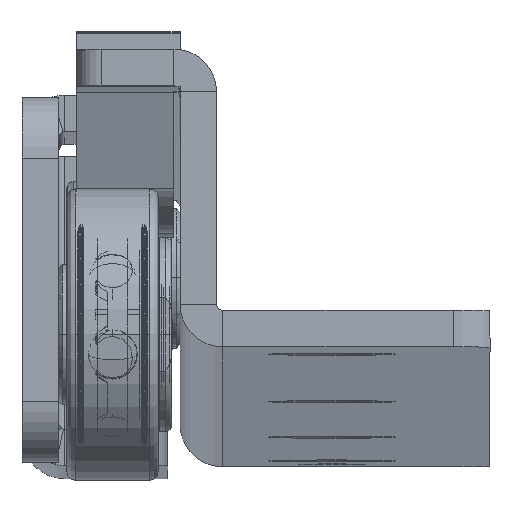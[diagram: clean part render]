
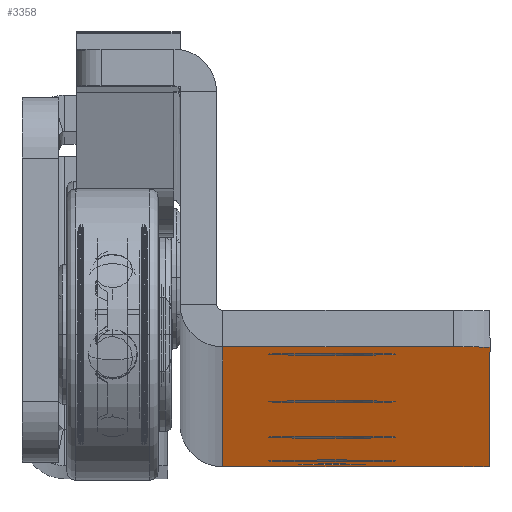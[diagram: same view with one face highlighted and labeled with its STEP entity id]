
A CAD part, top view. The second image highlights one B-rep face of the part: STEP entity #3358.
In plain terms, the highlighted face is planar.
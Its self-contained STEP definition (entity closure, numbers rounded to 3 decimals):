
#70 = DIRECTION ( 'NONE',  ( -1., 0., 0. ) ) ;
#128 = CARTESIAN_POINT ( 'NONE',  ( 25.5, -4.75, 1.354 ) ) ;
#226 = EDGE_CURVE ( 'NONE', #668, #13208, #565, .T. ) ;
#244 = CARTESIAN_POINT ( 'NONE',  ( -26.5, -4.75, 0. ) ) ;
#268 = DIRECTION ( 'NONE',  ( 0., 0., -1. ) ) ;
#333 = VECTOR ( 'NONE', #14726, 1000. ) ;
#411 = CARTESIAN_POINT ( 'NONE',  ( 22.5, -4.75, 0. ) ) ;
#565 = LINE ( 'NONE', #5354, #333 ) ;
#610 = CARTESIAN_POINT ( 'NONE',  ( 25.5, -4.75, 646.646 ) ) ;
#658 = EDGE_LOOP ( 'NONE', ( #13217, #5940 ) ) ;
#668 = VERTEX_POINT ( 'NONE', #11765 ) ;
#809 = DIRECTION ( 'NONE',  ( 0., 1., 0. ) ) ;
#854 = CARTESIAN_POINT ( 'NONE',  ( 12.5, -4.75, 32. ) ) ;
#872 = CARTESIAN_POINT ( 'NONE',  ( 12.5, -4.75, 352. ) ) ;
#984 = CARTESIAN_POINT ( 'NONE',  ( 17.75, -4.75, 352. ) ) ;
#1114 = VERTEX_POINT ( 'NONE', #3820 ) ;
#1119 = FACE_BOUND ( 'NONE', #5997, .T. ) ;
#1185 = EDGE_CURVE ( 'NONE', #13449, #668, #4728, .T. ) ;
#1231 = DIRECTION ( 'NONE',  ( 0., 0., -1. ) ) ;
#1255 = DIRECTION ( 'NONE',  ( 0., 0., 1. ) ) ;
#1291 = CIRCLE ( 'NONE', #5228, 4. ) ;
#1355 = CIRCLE ( 'NONE', #11993, 5.25 ) ;
#1510 = DIRECTION ( 'NONE',  ( 0., -1., 0. ) ) ;
#1586 = DIRECTION ( 'NONE',  ( -1., 0., 0. ) ) ;
#1839 = CIRCLE ( 'NONE', #8766, 5.25 ) ;
#1905 = CARTESIAN_POINT ( 'NONE',  ( 12.5, -4.75, 160. ) ) ;
#1956 = CARTESIAN_POINT ( 'NONE',  ( 22.5, -4.75, 644. ) ) ;
#2122 = DIRECTION ( 'NONE',  ( 0., 1., 0. ) ) ;
#2182 = CARTESIAN_POINT ( 'NONE',  ( 17.75, -4.75, 608. ) ) ;
#2261 = FACE_BOUND ( 'NONE', #9227, .T. ) ;
#2298 = DIRECTION ( 'NONE',  ( 0., 1., 0. ) ) ;
#2313 = AXIS2_PLACEMENT_3D ( 'NONE', #872, #2895, #11328 ) ;
#2347 = EDGE_CURVE ( 'NONE', #13028, #13449, #14781, .T. ) ;
#2456 = ORIENTED_EDGE ( 'NONE', *, *, #226, .F. ) ;
#2633 = CARTESIAN_POINT ( 'NONE',  ( 3.5, -4.75, 0. ) ) ;
#2843 = VERTEX_POINT ( 'NONE', #4306 ) ;
#2895 = DIRECTION ( 'NONE',  ( 0., 1., 0. ) ) ;
#3016 = CARTESIAN_POINT ( 'NONE',  ( 25.5, -4.75, 0. ) ) ;
#3322 = ORIENTED_EDGE ( 'NONE', *, *, #6314, .T. ) ;
#3358 = ADVANCED_FACE ( 'NONE', ( #2261, #1119, #12641, #7291, #12021, #6126 ), #10849, .F. ) ;
#3626 = CIRCLE ( 'NONE', #12299, 5.25 ) ;
#3684 = CARTESIAN_POINT ( 'NONE',  ( 12.5, -4.75, 15.75 ) ) ;
#3743 = CARTESIAN_POINT ( 'NONE',  ( 17.75, -4.75, 32. ) ) ;
#3820 = CARTESIAN_POINT ( 'NONE',  ( 12.5, -4.75, 10.25 ) ) ;
#4182 = DIRECTION ( 'NONE',  ( -1., 0., 0. ) ) ;
#4306 = CARTESIAN_POINT ( 'NONE',  ( 17.75, -4.75, 160. ) ) ;
#4401 = CIRCLE ( 'NONE', #7131, 4. ) ;
#4589 = EDGE_CURVE ( 'NONE', #14383, #1114, #12500, .T. ) ;
#4728 = LINE ( 'NONE', #9235, #10998 ) ;
#4845 = VECTOR ( 'NONE', #4182, 1000. ) ;
#4955 = CARTESIAN_POINT ( 'NONE',  ( 12.5, -4.75, 608. ) ) ;
#4972 = CARTESIAN_POINT ( 'NONE',  ( 12.5, -4.75, 160. ) ) ;
#5228 = AXIS2_PLACEMENT_3D ( 'NONE', #1956, #6665, #7909 ) ;
#5286 = CIRCLE ( 'NONE', #2313, 5.25 ) ;
#5354 = CARTESIAN_POINT ( 'NONE',  ( 25.5, -4.75, 648. ) ) ;
#5433 = ORIENTED_EDGE ( 'NONE', *, *, #13837, .T. ) ;
#5728 = ORIENTED_EDGE ( 'NONE', *, *, #12820, .F. ) ;
#5844 = EDGE_CURVE ( 'NONE', #7017, #2843, #3626, .T. ) ;
#5940 = ORIENTED_EDGE ( 'NONE', *, *, #4589, .T. ) ;
#5997 = EDGE_LOOP ( 'NONE', ( #7123, #6693 ) ) ;
#6020 = ORIENTED_EDGE ( 'NONE', *, *, #2347, .F. ) ;
#6058 = EDGE_CURVE ( 'NONE', #10913, #12381, #1839, .T. ) ;
#6075 = EDGE_CURVE ( 'NONE', #12381, #10913, #5286, .T. ) ;
#6126 = FACE_BOUND ( 'NONE', #658, .T. ) ;
#6229 = CARTESIAN_POINT ( 'NONE',  ( 12.5, -4.75, 608. ) ) ;
#6314 = EDGE_CURVE ( 'NONE', #15106, #12878, #10508, .T. ) ;
#6384 = DIRECTION ( 'NONE',  ( 0., 1., 0. ) ) ;
#6386 = CIRCLE ( 'NONE', #12805, 5.25 ) ;
#6395 = EDGE_CURVE ( 'NONE', #1114, #14383, #13214, .T. ) ;
#6473 = EDGE_CURVE ( 'NONE', #13196, #13754, #1355, .T. ) ;
#6589 = EDGE_LOOP ( 'NONE', ( #13090, #6020, #6841, #5728, #10912, #2456 ) ) ;
#6665 = DIRECTION ( 'NONE',  ( 0., -1., 0. ) ) ;
#6693 = ORIENTED_EDGE ( 'NONE', *, *, #6075, .T. ) ;
#6724 = EDGE_LOOP ( 'NONE', ( #13079, #7151 ) ) ;
#6768 = CARTESIAN_POINT ( 'NONE',  ( 7.25, -4.75, 352. ) ) ;
#6841 = ORIENTED_EDGE ( 'NONE', *, *, #6955, .T. ) ;
#6955 = EDGE_CURVE ( 'NONE', #13028, #9700, #4401, .T. ) ;
#7017 = VERTEX_POINT ( 'NONE', #11962 ) ;
#7123 = ORIENTED_EDGE ( 'NONE', *, *, #6058, .T. ) ;
#7131 = AXIS2_PLACEMENT_3D ( 'NONE', #9485, #1510, #268 ) ;
#7151 = ORIENTED_EDGE ( 'NONE', *, *, #6473, .T. ) ;
#7283 = CARTESIAN_POINT ( 'NONE',  ( 12.5, -4.75, 32. ) ) ;
#7291 = FACE_BOUND ( 'NONE', #6724, .T. ) ;
#7513 = AXIS2_PLACEMENT_3D ( 'NONE', #244, #9101, #13785 ) ;
#7808 = EDGE_CURVE ( 'NONE', #13754, #13196, #12907, .T. ) ;
#7909 = DIRECTION ( 'NONE',  ( 0., 0., 1. ) ) ;
#8044 = CARTESIAN_POINT ( 'NONE',  ( 12.5, -4.75, 13. ) ) ;
#8056 = CARTESIAN_POINT ( 'NONE',  ( 7.25, -4.75, 32. ) ) ;
#8294 = AXIS2_PLACEMENT_3D ( 'NONE', #15035, #2122, #13943 ) ;
#8377 = ORIENTED_EDGE ( 'NONE', *, *, #5844, .T. ) ;
#8527 = AXIS2_PLACEMENT_3D ( 'NONE', #1905, #809, #8947 ) ;
#8766 = AXIS2_PLACEMENT_3D ( 'NONE', #12630, #14800, #9010 ) ;
#8947 = DIRECTION ( 'NONE',  ( -1., 0., 0. ) ) ;
#9010 = DIRECTION ( 'NONE',  ( -1., 0., 0. ) ) ;
#9101 = DIRECTION ( 'NONE',  ( 0., 1., 0. ) ) ;
#9227 = EDGE_LOOP ( 'NONE', ( #5433, #3322 ) ) ;
#9235 = CARTESIAN_POINT ( 'NONE',  ( 3.5, -4.75, 0. ) ) ;
#9485 = CARTESIAN_POINT ( 'NONE',  ( 22.5, -4.75, 4. ) ) ;
#9700 = VERTEX_POINT ( 'NONE', #128 ) ;
#9760 = AXIS2_PLACEMENT_3D ( 'NONE', #8044, #2298, #1231 ) ;
#9768 = CIRCLE ( 'NONE', #8527, 5.25 ) ;
#10447 = DIRECTION ( 'NONE',  ( -1., 0., 0. ) ) ;
#10508 = CIRCLE ( 'NONE', #12469, 5.25 ) ;
#10541 = CARTESIAN_POINT ( 'NONE',  ( 22.5, -4.75, 648. ) ) ;
#10611 = DIRECTION ( 'NONE',  ( -1., 0., 0. ) ) ;
#10771 = VERTEX_POINT ( 'NONE', #610 ) ;
#10849 = PLANE ( 'NONE',  #7513 ) ;
#10912 = ORIENTED_EDGE ( 'NONE', *, *, #14974, .T. ) ;
#10913 = VERTEX_POINT ( 'NONE', #984 ) ;
#10998 = VECTOR ( 'NONE', #1255, 1000. ) ;
#11128 = EDGE_CURVE ( 'NONE', #2843, #7017, #9768, .T. ) ;
#11328 = DIRECTION ( 'NONE',  ( -1., 0., 0. ) ) ;
#11534 = VECTOR ( 'NONE', #14158, 1000. ) ;
#11704 = EDGE_LOOP ( 'NONE', ( #12796, #8377 ) ) ;
#11765 = CARTESIAN_POINT ( 'NONE',  ( 3.5, -4.75, 648. ) ) ;
#11896 = AXIS2_PLACEMENT_3D ( 'NONE', #7283, #13009, #10611 ) ;
#11962 = CARTESIAN_POINT ( 'NONE',  ( 7.25, -4.75, 160. ) ) ;
#11993 = AXIS2_PLACEMENT_3D ( 'NONE', #854, #12549, #10447 ) ;
#12021 = FACE_OUTER_BOUND ( 'NONE', #6589, .T. ) ;
#12299 = AXIS2_PLACEMENT_3D ( 'NONE', #4972, #6384, #1586 ) ;
#12381 = VERTEX_POINT ( 'NONE', #6768 ) ;
#12469 = AXIS2_PLACEMENT_3D ( 'NONE', #4955, #15230, #70 ) ;
#12500 = CIRCLE ( 'NONE', #8294, 2.75 ) ;
#12549 = DIRECTION ( 'NONE',  ( 0., 1., 0. ) ) ;
#12630 = CARTESIAN_POINT ( 'NONE',  ( 12.5, -4.75, 352. ) ) ;
#12641 = FACE_BOUND ( 'NONE', #11704, .T. ) ;
#12700 = DIRECTION ( 'NONE',  ( -1., 0., 0. ) ) ;
#12796 = ORIENTED_EDGE ( 'NONE', *, *, #11128, .T. ) ;
#12805 = AXIS2_PLACEMENT_3D ( 'NONE', #6229, #13411, #12700 ) ;
#12820 = EDGE_CURVE ( 'NONE', #10771, #9700, #12942, .T. ) ;
#12878 = VERTEX_POINT ( 'NONE', #2182 ) ;
#12907 = CIRCLE ( 'NONE', #11896, 5.25 ) ;
#12942 = LINE ( 'NONE', #15095, #11534 ) ;
#13009 = DIRECTION ( 'NONE',  ( 0., 1., 0. ) ) ;
#13028 = VERTEX_POINT ( 'NONE', #411 ) ;
#13079 = ORIENTED_EDGE ( 'NONE', *, *, #7808, .T. ) ;
#13090 = ORIENTED_EDGE ( 'NONE', *, *, #1185, .F. ) ;
#13196 = VERTEX_POINT ( 'NONE', #8056 ) ;
#13208 = VERTEX_POINT ( 'NONE', #10541 ) ;
#13214 = CIRCLE ( 'NONE', #9760, 2.75 ) ;
#13217 = ORIENTED_EDGE ( 'NONE', *, *, #6395, .T. ) ;
#13411 = DIRECTION ( 'NONE',  ( 0., 1., 0. ) ) ;
#13449 = VERTEX_POINT ( 'NONE', #2633 ) ;
#13754 = VERTEX_POINT ( 'NONE', #3743 ) ;
#13785 = DIRECTION ( 'NONE',  ( 0., 0., -1. ) ) ;
#13837 = EDGE_CURVE ( 'NONE', #12878, #15106, #6386, .T. ) ;
#13943 = DIRECTION ( 'NONE',  ( 0., 0., -1. ) ) ;
#14158 = DIRECTION ( 'NONE',  ( 0., 0., -1. ) ) ;
#14383 = VERTEX_POINT ( 'NONE', #3684 ) ;
#14726 = DIRECTION ( 'NONE',  ( 1., 0., 0. ) ) ;
#14781 = LINE ( 'NONE', #3016, #4845 ) ;
#14800 = DIRECTION ( 'NONE',  ( 0., 1., 0. ) ) ;
#14974 = EDGE_CURVE ( 'NONE', #10771, #13208, #1291, .T. ) ;
#15035 = CARTESIAN_POINT ( 'NONE',  ( 12.5, -4.75, 13. ) ) ;
#15095 = CARTESIAN_POINT ( 'NONE',  ( 25.5, -4.75, 0. ) ) ;
#15106 = VERTEX_POINT ( 'NONE', #15251 ) ;
#15230 = DIRECTION ( 'NONE',  ( 0., 1., 0. ) ) ;
#15251 = CARTESIAN_POINT ( 'NONE',  ( 7.25, -4.75, 608. ) ) ;
